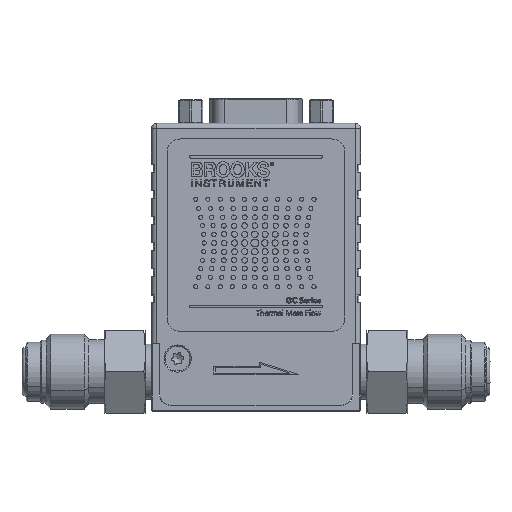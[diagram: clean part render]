
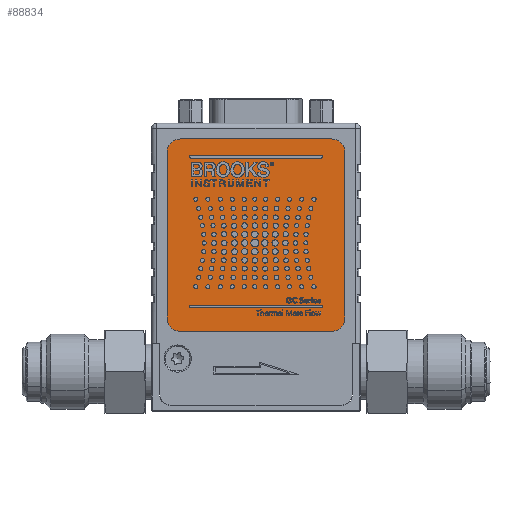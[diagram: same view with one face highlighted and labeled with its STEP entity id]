
A CAD part, top view. The second image highlights one B-rep face of the part: STEP entity #88834.
In plain terms, the highlighted planar face has unit normal (0, 0, 1).
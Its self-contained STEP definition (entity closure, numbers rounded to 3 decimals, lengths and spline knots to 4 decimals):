
#2727 = VERTEX_POINT ( 'NONE', #77841 ) ;
#3742 = DIRECTION ( 'NONE',  ( 0., -1., 0. ) ) ;
#7945 = CIRCLE ( 'NONE', #54436, 0.1012 ) ;
#11383 = CARTESIAN_POINT ( 'NONE',  ( -0.569, 0.4042, 0.3976 ) ) ;
#11517 = DIRECTION ( 'NONE',  ( 0., 0., 1. ) ) ;
#13548 = CARTESIAN_POINT ( 'NONE',  ( 0.569, 1.7535, 0.3976 ) ) ;
#14004 = VERTEX_POINT ( 'NONE', #76777 ) ;
#15454 = EDGE_CURVE ( 'NONE', #23711, #73924, #101576, .T. ) ;
#16932 = CARTESIAN_POINT ( 'NONE',  ( 0.6702, 0.4042, 0.3976 ) ) ;
#19911 = CARTESIAN_POINT ( 'NONE',  ( 0.569, 1.6523, 0.3976 ) ) ;
#21244 = DIRECTION ( 'NONE',  ( -1., 0., 0. ) ) ;
#23711 = VERTEX_POINT ( 'NONE', #78010 ) ;
#24452 = EDGE_CURVE ( 'NONE', #2727, #23711, #28367, .T. ) ;
#24820 = VECTOR ( 'NONE', #51040, 39.3701 ) ;
#26156 = ORIENTED_EDGE ( 'NONE', *, *, #95909, .T. ) ;
#28039 = DIRECTION ( 'NONE',  ( -1., 0., 0. ) ) ;
#28074 = VECTOR ( 'NONE', #3742, 39.3701 ) ;
#28367 = LINE ( 'NONE', #96619, #28074 ) ;
#29266 = CIRCLE ( 'NONE', #98906, 0.1012 ) ;
#33450 = VERTEX_POINT ( 'NONE', #57484 ) ;
#36858 = VERTEX_POINT ( 'NONE', #108749 ) ;
#37067 = PLANE ( 'NONE',  #82298 ) ;
#37370 = DIRECTION ( 'NONE',  ( 0., 0., 1. ) ) ;
#37616 = ORIENTED_EDGE ( 'NONE', *, *, #24452, .T. ) ;
#42872 = CIRCLE ( 'NONE', #82259, 0.1012 ) ;
#43192 = LINE ( 'NONE', #75677, #43995 ) ;
#43995 = VECTOR ( 'NONE', #67857, 39.3701 ) ;
#50161 = CARTESIAN_POINT ( 'NONE',  ( -0.569, 1.7535, 0.3976 ) ) ;
#50492 = VERTEX_POINT ( 'NONE', #13548 ) ;
#51040 = DIRECTION ( 'NONE',  ( 0., 1., 0. ) ) ;
#52109 = CARTESIAN_POINT ( 'NONE',  ( -0.569, 1.6523, 0.3976 ) ) ;
#53896 = DIRECTION ( 'NONE',  ( 0., 0., 1. ) ) ;
#54436 = AXIS2_PLACEMENT_3D ( 'NONE', #52109, #104684, #28039 ) ;
#55175 = AXIS2_PLACEMENT_3D ( 'NONE', #78897, #106284, #21244 ) ;
#57484 = CARTESIAN_POINT ( 'NONE',  ( 0.6702, 0.4042, 0.3976 ) ) ;
#58674 = ORIENTED_EDGE ( 'NONE', *, *, #82111, .T. ) ;
#59636 = EDGE_CURVE ( 'NONE', #33450, #36858, #101971, .T. ) ;
#63971 = ORIENTED_EDGE ( 'NONE', *, *, #84078, .T. ) ;
#64030 = CARTESIAN_POINT ( 'NONE',  ( -0.569, 1.7535, 0.3976 ) ) ;
#66594 = ORIENTED_EDGE ( 'NONE', *, *, #79073, .T. ) ;
#67321 = ORIENTED_EDGE ( 'NONE', *, *, #15454, .T. ) ;
#67857 = DIRECTION ( 'NONE',  ( 1., 0., 0. ) ) ;
#69556 = DIRECTION ( 'NONE',  ( 1., 0., 0. ) ) ;
#69646 = VECTOR ( 'NONE', #100549, 39.3701 ) ;
#70986 = CARTESIAN_POINT ( 'NONE',  ( 0.569, 0.4042, 0.3976 ) ) ;
#72637 = ORIENTED_EDGE ( 'NONE', *, *, #59636, .T. ) ;
#73924 = VERTEX_POINT ( 'NONE', #78692 ) ;
#75677 = CARTESIAN_POINT ( 'NONE',  ( -0.569, 0.303, 0.3976 ) ) ;
#76777 = CARTESIAN_POINT ( 'NONE',  ( 0.569, 0.303, 0.3976 ) ) ;
#77841 = CARTESIAN_POINT ( 'NONE',  ( -0.6702, 1.6523, 0.3976 ) ) ;
#78010 = CARTESIAN_POINT ( 'NONE',  ( -0.6702, 0.4042, 0.3976 ) ) ;
#78692 = CARTESIAN_POINT ( 'NONE',  ( -0.569, 0.303, 0.3976 ) ) ;
#78897 = CARTESIAN_POINT ( 'NONE',  ( -0.569, 0.4042, 0.3976 ) ) ;
#79057 = FACE_OUTER_BOUND ( 'NONE', #108415, .T. ) ;
#79073 = EDGE_CURVE ( 'NONE', #36858, #50492, #29266, .T. ) ;
#82111 = EDGE_CURVE ( 'NONE', #50492, #102908, #102196, .T. ) ;
#82259 = AXIS2_PLACEMENT_3D ( 'NONE', #70986, #37370, #96700 ) ;
#82298 = AXIS2_PLACEMENT_3D ( 'NONE', #11383, #53896, #69556 ) ;
#84078 = EDGE_CURVE ( 'NONE', #14004, #33450, #42872, .T. ) ;
#87516 = ORIENTED_EDGE ( 'NONE', *, *, #100087, .T. ) ;
#88834 = ADVANCED_FACE ( 'NONE', ( #79057 ), #37067, .T. ) ;
#95909 = EDGE_CURVE ( 'NONE', #102908, #2727, #7945, .T. ) ;
#96619 = CARTESIAN_POINT ( 'NONE',  ( -0.6702, 0.4042, 0.3976 ) ) ;
#96700 = DIRECTION ( 'NONE',  ( -1., 0., 0. ) ) ;
#98906 = AXIS2_PLACEMENT_3D ( 'NONE', #19911, #11517, #104390 ) ;
#100087 = EDGE_CURVE ( 'NONE', #73924, #14004, #43192, .T. ) ;
#100549 = DIRECTION ( 'NONE',  ( -1., 0., 0. ) ) ;
#101576 = CIRCLE ( 'NONE', #55175, 0.1012 ) ;
#101971 = LINE ( 'NONE', #16932, #24820 ) ;
#102196 = LINE ( 'NONE', #50161, #69646 ) ;
#102908 = VERTEX_POINT ( 'NONE', #64030 ) ;
#104390 = DIRECTION ( 'NONE',  ( -1., 0., 0. ) ) ;
#104684 = DIRECTION ( 'NONE',  ( 0., 0., 1. ) ) ;
#106284 = DIRECTION ( 'NONE',  ( 0., 0., 1. ) ) ;
#108415 = EDGE_LOOP ( 'NONE', ( #26156, #37616, #67321, #87516, #63971, #72637, #66594, #58674 ) ) ;
#108749 = CARTESIAN_POINT ( 'NONE',  ( 0.6702, 1.6523, 0.3976 ) ) ;
